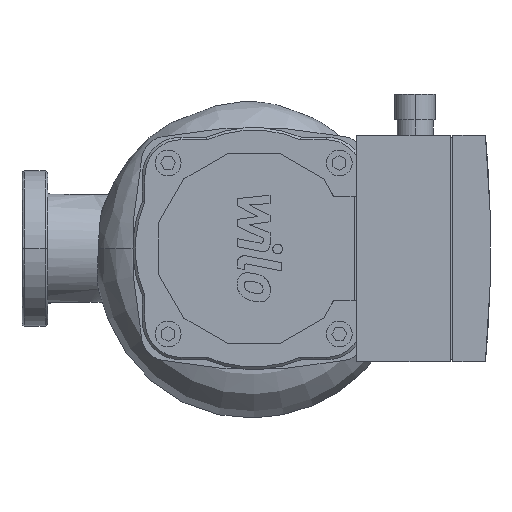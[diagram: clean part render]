
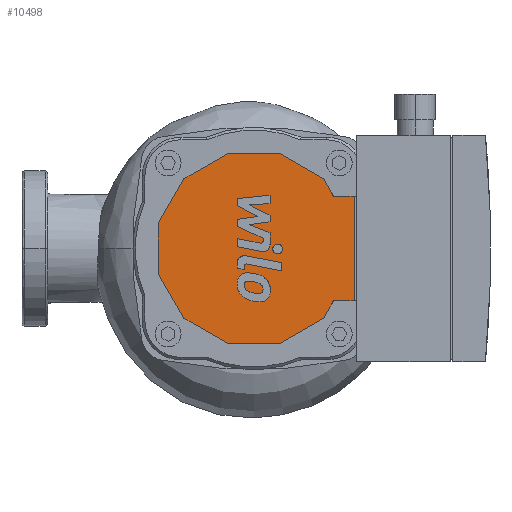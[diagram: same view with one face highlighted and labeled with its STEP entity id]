
A CAD part, front view. The second image highlights one B-rep face of the part: STEP entity #10498.
In plain terms, the highlighted planar face has unit normal (0, -1, 0).
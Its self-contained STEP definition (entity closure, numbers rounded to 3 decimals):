
#9998=CARTESIAN_POINT('',(80.086,-172.0,-37.));
#9999=VERTEX_POINT('',#9998);
#10006=CARTESIAN_POINT('',(62.914,-172.0,-27.086));
#10007=VERTEX_POINT('',#10006);
#10008=CARTESIAN_POINT('',(62.914,-172.0,-27.086));
#10009=DIRECTION('',(0.866,0.0,-0.5));
#10010=VECTOR('',#10009,19.828);
#10011=LINE('',#10008,#10010);
#10012=EDGE_CURVE('',#10007,#9999,#10011,.T.);
#10029=CARTESIAN_POINT('',(99.914,-172.0,-37.));
#10030=VERTEX_POINT('',#10029);
#10037=CARTESIAN_POINT('',(80.086,-172.0,-37.));
#10038=DIRECTION('',(1.0,0.0,0.0));
#10039=VECTOR('',#10038,19.828);
#10040=LINE('',#10037,#10039);
#10041=EDGE_CURVE('',#9999,#10030,#10040,.T.);
#10053=CARTESIAN_POINT('',(117.086,-172.0,-27.086));
#10054=VERTEX_POINT('',#10053);
#10061=CARTESIAN_POINT('',(99.914,-172.0,-37.));
#10062=DIRECTION('',(0.866,0.0,0.5));
#10063=VECTOR('',#10062,19.828);
#10064=LINE('',#10061,#10063);
#10065=EDGE_CURVE('',#10030,#10054,#10064,.T.);
#10093=CARTESIAN_POINT('',(120.975,-172.0,-20.35));
#10094=VERTEX_POINT('',#10093);
#10101=CARTESIAN_POINT('',(117.086,-172.0,-27.086));
#10102=DIRECTION('',(0.5,0.0,0.866));
#10103=VECTOR('',#10102,7.778);
#10104=LINE('',#10101,#10103);
#10105=EDGE_CURVE('',#10054,#10094,#10104,.T.);
#10141=CARTESIAN_POINT('',(117.086,-172.0,27.086));
#10142=VERTEX_POINT('',#10141);
#10149=CARTESIAN_POINT('',(120.975,-172.0,20.35));
#10150=VERTEX_POINT('',#10149);
#10151=CARTESIAN_POINT('',(120.975,-172.0,20.35));
#10152=DIRECTION('',(-0.5,0.0,0.866));
#10153=VECTOR('',#10152,7.778);
#10154=LINE('',#10151,#10153);
#10155=EDGE_CURVE('',#10150,#10142,#10154,.T.);
#10261=CARTESIAN_POINT('',(129.0,-172.0,-20.35));
#10262=VERTEX_POINT('',#10261);
#10269=CARTESIAN_POINT('',(120.975,-172.0,-20.35));
#10270=DIRECTION('',(1.0,0.0,0.0));
#10271=VECTOR('',#10270,8.025);
#10272=LINE('',#10269,#10271);
#10273=EDGE_CURVE('',#10094,#10262,#10272,.T.);
#10303=CARTESIAN_POINT('',(129.0,-172.0,20.35));
#10304=VERTEX_POINT('',#10303);
#10305=CARTESIAN_POINT('',(120.975,-172.0,20.35));
#10306=DIRECTION('',(1.0,0.0,0.0));
#10307=VECTOR('',#10306,8.025);
#10308=LINE('',#10305,#10307);
#10309=EDGE_CURVE('',#10150,#10304,#10308,.T.);
#10330=CARTESIAN_POINT('',(129.0,-172.0,-20.35));
#10331=DIRECTION('',(0.0,0.0,1.0));
#10332=VECTOR('',#10331,40.7);
#10333=LINE('',#10330,#10332);
#10334=EDGE_CURVE('',#10262,#10304,#10333,.T.);
#10345=CARTESIAN_POINT('',(99.914,-172.0,37.));
#10346=VERTEX_POINT('',#10345);
#10353=CARTESIAN_POINT('',(117.086,-172.0,27.086));
#10354=DIRECTION('',(-0.866,0.0,0.5));
#10355=VECTOR('',#10354,19.828);
#10356=LINE('',#10353,#10355);
#10357=EDGE_CURVE('',#10142,#10346,#10356,.T.);
#10369=CARTESIAN_POINT('',(80.086,-172.0,37.));
#10370=VERTEX_POINT('',#10369);
#10377=CARTESIAN_POINT('',(99.914,-172.0,37.));
#10378=DIRECTION('',(-1.0,0.0,0.0));
#10379=VECTOR('',#10378,19.828);
#10380=LINE('',#10377,#10379);
#10381=EDGE_CURVE('',#10346,#10370,#10380,.T.);
#10393=CARTESIAN_POINT('',(62.914,-172.0,27.086));
#10394=VERTEX_POINT('',#10393);
#10401=CARTESIAN_POINT('',(80.086,-172.0,37.));
#10402=DIRECTION('',(-0.866,0.0,-0.5));
#10403=VECTOR('',#10402,19.828);
#10404=LINE('',#10401,#10403);
#10405=EDGE_CURVE('',#10370,#10394,#10404,.T.);
#10417=CARTESIAN_POINT('',(53.0,-172.0,9.914));
#10418=VERTEX_POINT('',#10417);
#10425=CARTESIAN_POINT('',(62.914,-172.0,27.086));
#10426=DIRECTION('',(-0.5,0.0,-0.866));
#10427=VECTOR('',#10426,19.828);
#10428=LINE('',#10425,#10427);
#10429=EDGE_CURVE('',#10394,#10418,#10428,.T.);
#10441=CARTESIAN_POINT('',(53.,-172.0,-9.914));
#10442=VERTEX_POINT('',#10441);
#10449=CARTESIAN_POINT('',(53.0,-172.0,9.914));
#10450=DIRECTION('',(0.0,0.0,-1.0));
#10451=VECTOR('',#10450,19.828);
#10452=LINE('',#10449,#10451);
#10453=EDGE_CURVE('',#10418,#10442,#10452,.T.);
#10466=CARTESIAN_POINT('',(53.,-172.0,-9.914));
#10467=DIRECTION('',(0.5,0.0,-0.866));
#10468=VECTOR('',#10467,19.828);
#10469=LINE('',#10466,#10468);
#10470=EDGE_CURVE('',#10442,#10007,#10469,.T.);
#10477=CARTESIAN_POINT('',(90.,-172.0,0.));
#10478=DIRECTION('',(0.0,1.0,0.0));
#10479=DIRECTION('',(0.0,0.0,1.0));
#10480=AXIS2_PLACEMENT_3D('',#10477,#10478,#10479);
#10481=PLANE('',#10480);
#10482=ORIENTED_EDGE('',*,*,#10155,.T.);
#10483=ORIENTED_EDGE('',*,*,#10357,.T.);
#10484=ORIENTED_EDGE('',*,*,#10381,.T.);
#10485=ORIENTED_EDGE('',*,*,#10405,.T.);
#10486=ORIENTED_EDGE('',*,*,#10429,.T.);
#10487=ORIENTED_EDGE('',*,*,#10453,.T.);
#10488=ORIENTED_EDGE('',*,*,#10470,.T.);
#10489=ORIENTED_EDGE('',*,*,#10012,.T.);
#10490=ORIENTED_EDGE('',*,*,#10041,.T.);
#10491=ORIENTED_EDGE('',*,*,#10065,.T.);
#10492=ORIENTED_EDGE('',*,*,#10105,.T.);
#10493=ORIENTED_EDGE('',*,*,#10273,.T.);
#10494=ORIENTED_EDGE('',*,*,#10334,.T.);
#10495=ORIENTED_EDGE('',*,*,#10309,.F.);
#10496=EDGE_LOOP('',(#10482,#10483,#10484,#10485,#10486,#10487,#10488,#10489,#10490,#10491,#10492,#10493,#10494,#10495));
#10497=FACE_OUTER_BOUND('',#10496,.T.);
#10498=ADVANCED_FACE('',(#10497),#10481,.F.);
